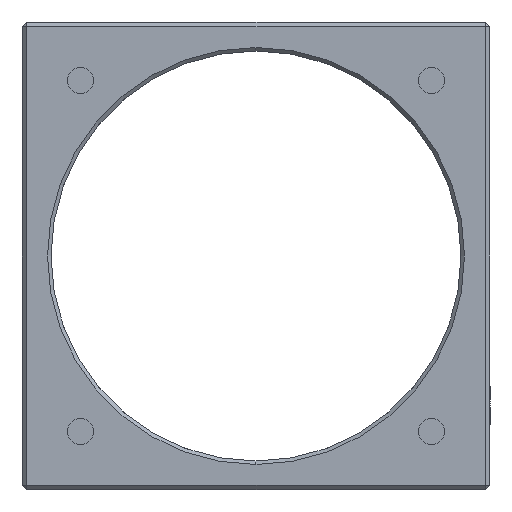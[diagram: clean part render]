
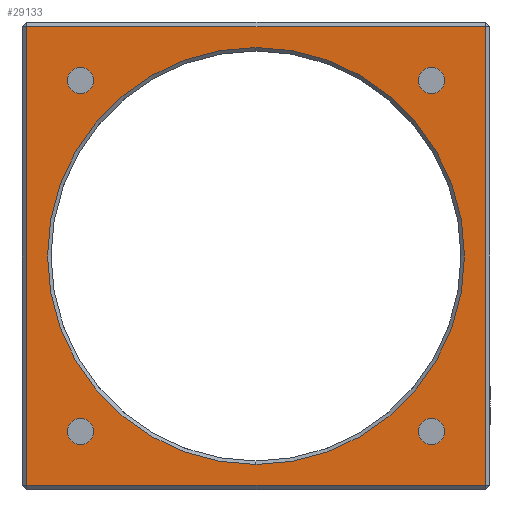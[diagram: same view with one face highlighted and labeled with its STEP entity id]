
A CAD part, front view. The second image highlights one B-rep face of the part: STEP entity #29133.
In plain terms, the highlighted planar face has unit normal (0, -1, 0).
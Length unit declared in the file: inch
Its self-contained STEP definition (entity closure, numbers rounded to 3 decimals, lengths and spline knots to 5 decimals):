
#510 = CARTESIAN_POINT ( 'NONE',  ( 0.02, -0.78, -2. ) ) ;
#581 = FACE_OUTER_BOUND ( 'NONE', #19756, .T. ) ;
#641 = CARTESIAN_POINT ( 'NONE',  ( 1.75, -0.78, -1.806 ) ) ;
#648 = DIRECTION ( 'NONE',  ( 1., 0., 0. ) ) ;
#869 = CARTESIAN_POINT ( 'NONE',  ( 2., -0.78, -1.98 ) ) ;
#1188 = CARTESIAN_POINT ( 'NONE',  ( 0.25, -0.78, -1.694 ) ) ;
#1229 = DIRECTION ( 'NONE',  ( 0., 1., 0. ) ) ;
#1411 = VERTEX_POINT ( 'NONE', #14652 ) ;
#1682 = AXIS2_PLACEMENT_3D ( 'NONE', #6045, #19226, #11259 ) ;
#2060 = CARTESIAN_POINT ( 'NONE',  ( 1.75, -0.78, -0.25 ) ) ;
#2076 = DIRECTION ( 'NONE',  ( -1., 0., 0. ) ) ;
#2213 = FACE_BOUND ( 'NONE', #22470, .T. ) ;
#2236 = DIRECTION ( 'NONE',  ( 0., 1., 0. ) ) ;
#2943 = VERTEX_POINT ( 'NONE', #29197 ) ;
#3014 = CARTESIAN_POINT ( 'NONE',  ( 1.75, -0.78, -0.306 ) ) ;
#3549 = VERTEX_POINT ( 'NONE', #32607 ) ;
#3820 = FACE_BOUND ( 'NONE', #9141, .T. ) ;
#3976 = ORIENTED_EDGE ( 'NONE', *, *, #16148, .T. ) ;
#4149 = CARTESIAN_POINT ( 'NONE',  ( 0.25, -0.78, -0.194 ) ) ;
#4173 = VECTOR ( 'NONE', #648, 39.37008 ) ;
#4179 = DIRECTION ( 'NONE',  ( 0., 0., -1. ) ) ;
#4292 = DIRECTION ( 'NONE',  ( 0., 1., 0. ) ) ;
#4622 = EDGE_LOOP ( 'NONE', ( #26805, #18504 ) ) ;
#4658 = DIRECTION ( 'NONE',  ( 0., 1., 0. ) ) ;
#4682 = VERTEX_POINT ( 'NONE', #4149 ) ;
#4752 = DIRECTION ( 'NONE',  ( 0., 0., 1. ) ) ;
#5020 = FACE_BOUND ( 'NONE', #31411, .T. ) ;
#5132 = VECTOR ( 'NONE', #33589, 39.37008 ) ;
#5262 = CARTESIAN_POINT ( 'NONE',  ( 1.75, -0.78, -1.75 ) ) ;
#5796 = CIRCLE ( 'NONE', #28597, 0.891 ) ;
#5823 = FACE_BOUND ( 'NONE', #10340, .T. ) ;
#6045 = CARTESIAN_POINT ( 'NONE',  ( 1.75, -0.78, -1.75 ) ) ;
#6259 = CIRCLE ( 'NONE', #14087, 0.056 ) ;
#6325 = EDGE_CURVE ( 'NONE', #4682, #13300, #17004, .T. ) ;
#6588 = CARTESIAN_POINT ( 'NONE',  ( 0., -0.78, -2. ) ) ;
#6633 = VERTEX_POINT ( 'NONE', #26314 ) ;
#8335 = CARTESIAN_POINT ( 'NONE',  ( 0.25, -0.78, -1.806 ) ) ;
#9141 = EDGE_LOOP ( 'NONE', ( #9233, #23570 ) ) ;
#9192 = ORIENTED_EDGE ( 'NONE', *, *, #6325, .T. ) ;
#9203 = AXIS2_PLACEMENT_3D ( 'NONE', #29252, #29033, #13517 ) ;
#9233 = ORIENTED_EDGE ( 'NONE', *, *, #21259, .T. ) ;
#9620 = CARTESIAN_POINT ( 'NONE',  ( 1., -0.78, -0.109 ) ) ;
#9706 = CARTESIAN_POINT ( 'NONE',  ( 0.25, -0.78, -1.75 ) ) ;
#9850 = LINE ( 'NONE', #869, #4173 ) ;
#10044 = DIRECTION ( 'NONE',  ( 0., 1., 0. ) ) ;
#10340 = EDGE_LOOP ( 'NONE', ( #17343, #9192 ) ) ;
#10956 = CIRCLE ( 'NONE', #24476, 0.056 ) ;
#11168 = AXIS2_PLACEMENT_3D ( 'NONE', #15619, #25644, #33358 ) ;
#11259 = DIRECTION ( 'NONE',  ( 0., 0., -1. ) ) ;
#11684 = DIRECTION ( 'NONE',  ( 0., -1., 0. ) ) ;
#11908 = DIRECTION ( 'NONE',  ( 0., 0., -1. ) ) ;
#11998 = DIRECTION ( 'NONE',  ( 0., 0., 1. ) ) ;
#12009 = LINE ( 'NONE', #20802, #5132 ) ;
#12377 = CIRCLE ( 'NONE', #24272, 0.056 ) ;
#12502 = CARTESIAN_POINT ( 'NONE',  ( 1., -0.78, -1. ) ) ;
#12521 = VERTEX_POINT ( 'NONE', #1188 ) ;
#12618 = ORIENTED_EDGE ( 'NONE', *, *, #13394, .T. ) ;
#12708 = DIRECTION ( 'NONE',  ( 0., 1., 0. ) ) ;
#13300 = VERTEX_POINT ( 'NONE', #14777 ) ;
#13394 = EDGE_CURVE ( 'NONE', #3549, #6633, #12009, .T. ) ;
#13517 = DIRECTION ( 'NONE',  ( 0., 0., 1. ) ) ;
#14002 = EDGE_CURVE ( 'NONE', #16445, #26160, #30101, .T. ) ;
#14042 = CIRCLE ( 'NONE', #11168, 0.056 ) ;
#14087 = AXIS2_PLACEMENT_3D ( 'NONE', #9706, #10044, #4752 ) ;
#14227 = EDGE_CURVE ( 'NONE', #6633, #16445, #25615, .T. ) ;
#14643 = VECTOR ( 'NONE', #2076, 39.37008 ) ;
#14652 = CARTESIAN_POINT ( 'NONE',  ( 1.75, -0.78, -1.694 ) ) ;
#14777 = CARTESIAN_POINT ( 'NONE',  ( 0.25, -0.78, -0.306 ) ) ;
#15391 = AXIS2_PLACEMENT_3D ( 'NONE', #2060, #4658, #11998 ) ;
#15596 = DIRECTION ( 'NONE',  ( 0., 0., -1. ) ) ;
#15619 = CARTESIAN_POINT ( 'NONE',  ( 0.25, -0.78, -1.75 ) ) ;
#15834 = EDGE_CURVE ( 'NONE', #12521, #29803, #6259, .T. ) ;
#16100 = ORIENTED_EDGE ( 'NONE', *, *, #15834, .T. ) ;
#16148 = EDGE_CURVE ( 'NONE', #26160, #3549, #9850, .T. ) ;
#16445 = VERTEX_POINT ( 'NONE', #31480 ) ;
#17004 = CIRCLE ( 'NONE', #20976, 0.056 ) ;
#17104 = CARTESIAN_POINT ( 'NONE',  ( 1., -0.78, -1. ) ) ;
#17343 = ORIENTED_EDGE ( 'NONE', *, *, #33555, .T. ) ;
#17630 = CIRCLE ( 'NONE', #1682, 0.056 ) ;
#17974 = ORIENTED_EDGE ( 'NONE', *, *, #14002, .T. ) ;
#18042 = EDGE_CURVE ( 'NONE', #19403, #23458, #21044, .T. ) ;
#18504 = ORIENTED_EDGE ( 'NONE', *, *, #18042, .T. ) ;
#18692 = VECTOR ( 'NONE', #26722, 39.37008 ) ;
#18775 = CIRCLE ( 'NONE', #31087, 0.891 ) ;
#19226 = DIRECTION ( 'NONE',  ( 0., 1., 0. ) ) ;
#19403 = VERTEX_POINT ( 'NONE', #23228 ) ;
#19756 = EDGE_LOOP ( 'NONE', ( #17974, #3976, #12618, #31108 ) ) ;
#20254 = DIRECTION ( 'NONE',  ( 0., 0., -1. ) ) ;
#20637 = ORIENTED_EDGE ( 'NONE', *, *, #30580, .T. ) ;
#20802 = CARTESIAN_POINT ( 'NONE',  ( 1.98, -0.78, 0. ) ) ;
#20976 = AXIS2_PLACEMENT_3D ( 'NONE', #29499, #4292, #4179 ) ;
#21044 = CIRCLE ( 'NONE', #9203, 0.056 ) ;
#21259 = EDGE_CURVE ( 'NONE', #2943, #24225, #5796, .T. ) ;
#21809 = DIRECTION ( 'NONE',  ( 0., 1., 0. ) ) ;
#21870 = CARTESIAN_POINT ( 'NONE',  ( 0.02, -0.78, -1.98 ) ) ;
#22101 = AXIS2_PLACEMENT_3D ( 'NONE', #6588, #11684, #11908 ) ;
#22470 = EDGE_LOOP ( 'NONE', ( #23039, #20637 ) ) ;
#22777 = EDGE_CURVE ( 'NONE', #23458, #19403, #28310, .T. ) ;
#22817 = CARTESIAN_POINT ( 'NONE',  ( 0., -0.78, -0.02 ) ) ;
#23039 = ORIENTED_EDGE ( 'NONE', *, *, #27489, .T. ) ;
#23228 = CARTESIAN_POINT ( 'NONE',  ( 1.75, -0.78, -0.194 ) ) ;
#23458 = VERTEX_POINT ( 'NONE', #3014 ) ;
#23570 = ORIENTED_EDGE ( 'NONE', *, *, #28877, .T. ) ;
#24225 = VERTEX_POINT ( 'NONE', #9620 ) ;
#24272 = AXIS2_PLACEMENT_3D ( 'NONE', #30133, #21809, #32725 ) ;
#24476 = AXIS2_PLACEMENT_3D ( 'NONE', #5262, #12708, #15596 ) ;
#24619 = DIRECTION ( 'NONE',  ( 0., 0., -1. ) ) ;
#24794 = PLANE ( 'NONE',  #22101 ) ;
#25615 = LINE ( 'NONE', #22817, #14643 ) ;
#25644 = DIRECTION ( 'NONE',  ( 0., 1., 0. ) ) ;
#26160 = VERTEX_POINT ( 'NONE', #21870 ) ;
#26314 = CARTESIAN_POINT ( 'NONE',  ( 1.98, -0.78, -0.02 ) ) ;
#26468 = FACE_BOUND ( 'NONE', #4622, .T. ) ;
#26722 = DIRECTION ( 'NONE',  ( 0., 0., -1. ) ) ;
#26805 = ORIENTED_EDGE ( 'NONE', *, *, #22777, .T. ) ;
#27489 = EDGE_CURVE ( 'NONE', #31825, #1411, #10956, .T. ) ;
#28310 = CIRCLE ( 'NONE', #15391, 0.056 ) ;
#28597 = AXIS2_PLACEMENT_3D ( 'NONE', #17104, #1229, #24619 ) ;
#28877 = EDGE_CURVE ( 'NONE', #24225, #2943, #18775, .T. ) ;
#29033 = DIRECTION ( 'NONE',  ( 0., 1., 0. ) ) ;
#29133 = ADVANCED_FACE ( 'NONE', ( #581, #2213, #5823, #3820, #5020, #26468 ), #24794, .T. ) ;
#29197 = CARTESIAN_POINT ( 'NONE',  ( 1., -0.78, -1.891 ) ) ;
#29252 = CARTESIAN_POINT ( 'NONE',  ( 1.75, -0.78, -0.25 ) ) ;
#29499 = CARTESIAN_POINT ( 'NONE',  ( 0.25, -0.78, -0.25 ) ) ;
#29803 = VERTEX_POINT ( 'NONE', #8335 ) ;
#30101 = LINE ( 'NONE', #510, #18692 ) ;
#30133 = CARTESIAN_POINT ( 'NONE',  ( 0.25, -0.78, -0.25 ) ) ;
#30281 = EDGE_CURVE ( 'NONE', #29803, #12521, #14042, .T. ) ;
#30580 = EDGE_CURVE ( 'NONE', #1411, #31825, #17630, .T. ) ;
#31087 = AXIS2_PLACEMENT_3D ( 'NONE', #12502, #2236, #20254 ) ;
#31108 = ORIENTED_EDGE ( 'NONE', *, *, #14227, .T. ) ;
#31411 = EDGE_LOOP ( 'NONE', ( #32866, #16100 ) ) ;
#31480 = CARTESIAN_POINT ( 'NONE',  ( 0.02, -0.78, -0.02 ) ) ;
#31825 = VERTEX_POINT ( 'NONE', #641 ) ;
#32607 = CARTESIAN_POINT ( 'NONE',  ( 1.98, -0.78, -1.98 ) ) ;
#32725 = DIRECTION ( 'NONE',  ( 0., 0., -1. ) ) ;
#32866 = ORIENTED_EDGE ( 'NONE', *, *, #30281, .T. ) ;
#33358 = DIRECTION ( 'NONE',  ( 0., 0., 1. ) ) ;
#33555 = EDGE_CURVE ( 'NONE', #13300, #4682, #12377, .T. ) ;
#33589 = DIRECTION ( 'NONE',  ( 0., 0., 1. ) ) ;
